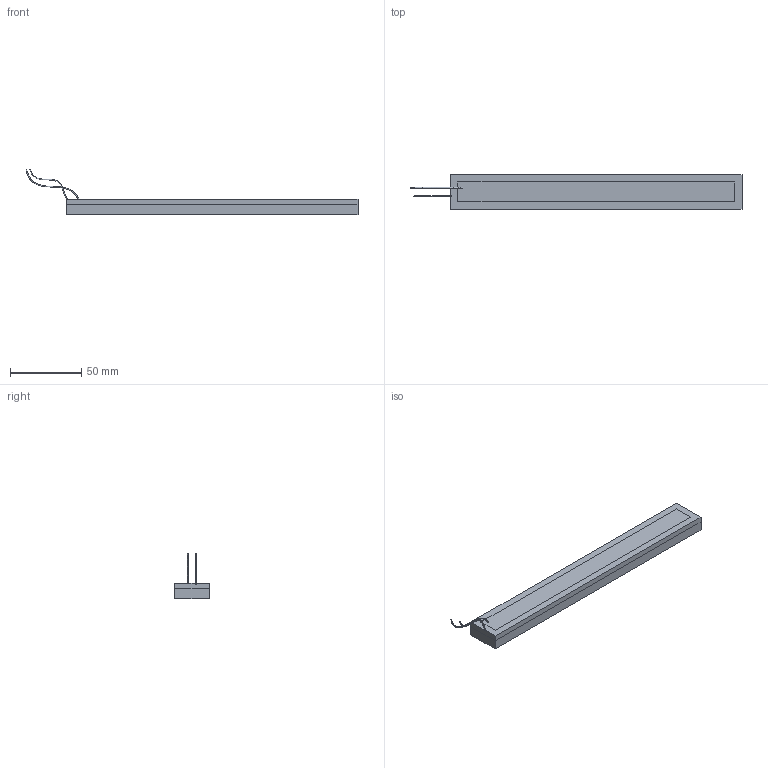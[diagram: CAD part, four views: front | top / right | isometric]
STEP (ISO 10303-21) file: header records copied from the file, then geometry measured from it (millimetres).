
FILE_DESCRIPTION(/* description */ (''),/* implementation_level */ '2;1');
FILE_NAME(/* name */ 'Master_Assy.stp',/* time_stamp */ '2021-06-13T16:12:35+03:00',/* author */ (''),/* organization */ (''),/* preprocessor_version */ 'ST-DEVELOPER v16.7',/* originating_system */ 'SIEMENS PLM Software NX 12.0',/* authorisation */ '');
FILE_SCHEMA (('AUTOMOTIVE_DESIGN { 1 0 10303 214 3 1 1 1 }'));
Length unit declared in the file: millimetre
Products named in the file (1): umut1B6871C7n5zi
Bounding box: 232.57 x 24 x 31.92 mm (x, y, z)
Volume: 84437.9 mm3; surface area: 46168.9 mm2
Topology: 7 solids, 7 shells, 47 faces, 97 edges, 64 vertices
Faces by surface type: plane 38, cylinder 3, bspline 2, torus 2, sphere 2
Full cylindrical faces by diameter (mm): 2 x3
Entity records: 1766 total; most frequent: CARTESIAN_POINT 646, DIRECTION 180, ORIENTED_EDGE 164, EDGE_CURVE 82, LINE 72, VECTOR 72, VERTEX_POINT 58, EDGE_LOOP 56
